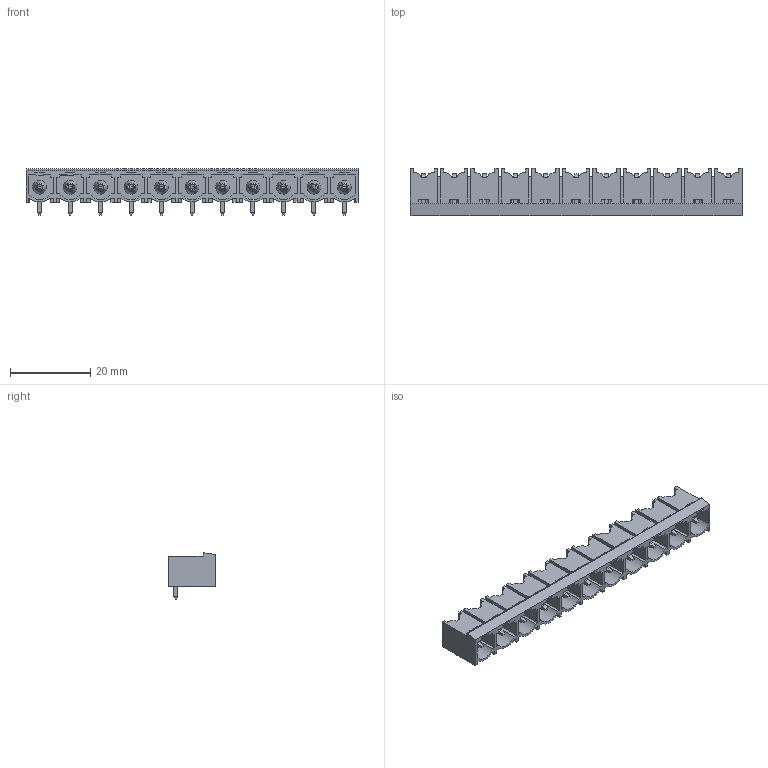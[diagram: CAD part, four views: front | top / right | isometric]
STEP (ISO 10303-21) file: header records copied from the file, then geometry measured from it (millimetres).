
FILE_DESCRIPTION(('CATIA V5 STEP Exchange','CAx-IF Rec.Pracs.--- Model Styling and Organization---1.2---2011-12-15'),'2;1');
FILE_NAME ('D1447865_0_1059550000_1059550000.stp','2018-11-14T11:44:02+00:00',('none'),('Weidmueller'),'CATIA Version 5-6 Release 2014','CATIA V5 STEP AP214','none');
FILE_SCHEMA(('AUTOMOTIVE_DESIGN { 1 0 10303 214 1 1 1 1 }'));
Length unit declared in the file: millimetre
Products named in the file (1): 1059550000
Bounding box: 83 x 11.75 x 11.6 mm (x, y, z)
Volume: 2954.1 mm3; surface area: 7558.8 mm2
Topology: 12 solids, 12 shells, 787 faces, 2179 edges, 1416 vertices
Faces by surface type: plane 655, cylinder 88, torus 22, cone 22
Entity records: 22305 total; most frequent: ORIENTED_EDGE 4358, CARTESIAN_POINT 4099, DIRECTION 2789, EDGE_CURVE 2157, VECTOR 1805, LINE 1805, VERTEX_POINT 1372, EDGE_LOOP 831
